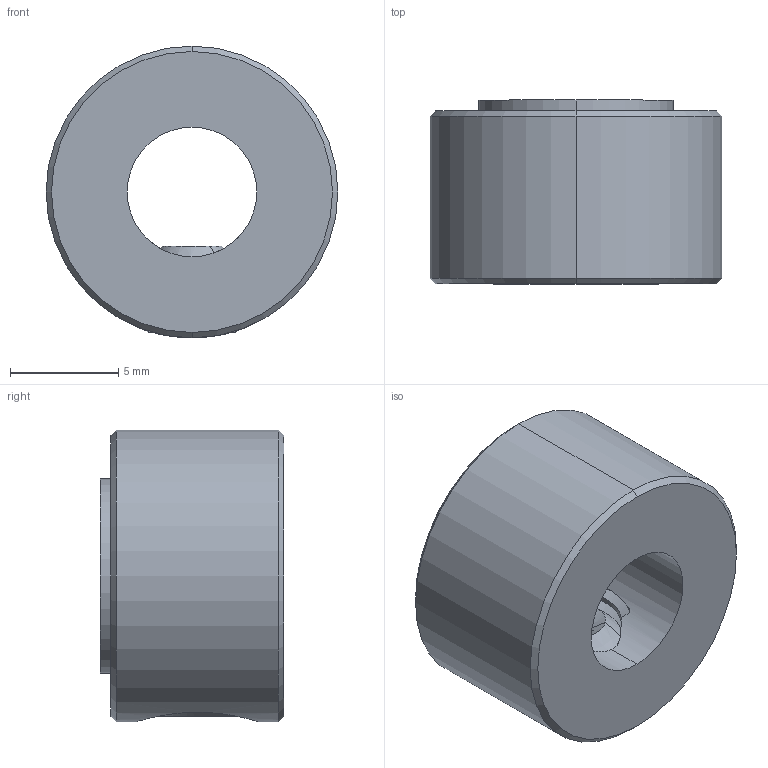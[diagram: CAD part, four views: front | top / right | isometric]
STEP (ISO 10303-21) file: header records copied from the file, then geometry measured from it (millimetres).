
FILE_DESCRIPTION(('Open CASCADE Model'),'2;1');
FILE_NAME('Open CASCADE Shape Model','2023-08-02T22:12:40',('Author'),( 'Open CASCADE'),'Open CASCADE STEP processor 7.7','Open CASCADE 7.7' ,'Unknown');
FILE_SCHEMA(('AUTOMOTIVE_DESIGN { 1 0 10303 214 1 1 1 1 }'));
Length unit declared in the file: millimetre
Products named in the file (4): Open CASCADE STEP translator 7.7 1; Open CASCADE STEP translator 7.7 1.1; Open CASCADE STEP translator 7.7 1.1.1; Open CASCADE STEP translator 7.7 1.1.2
Assembly tree (3 placements, depth 3):
  Open CASCADE STEP translator 7.7 1
    Open CASCADE STEP translator 7.7 1.1
      Open CASCADE STEP translator 7.7 1.1.1
      Open CASCADE STEP translator 7.7 1.1.2
Bounding box: 13.5 x 8.5 x 13.5 mm (x, y, z)
Volume: 916.2 mm3; surface area: 905.6 mm2
Topology: 2 solids, 2 shells, 88 faces, 228 edges, 141 vertices
Faces by surface type: cylinder 40, cone 22, plane 16, bspline 10
Entity records: 6426 total; most frequent: CARTESIAN_POINT 4553, ORIENTED_EDGE 448, DIRECTION 307, EDGE_CURVE 224, VERTEX_POINT 141, AXIS2_PLACEMENT_3D 120, FACE_BOUND 93, EDGE_LOOP 93
